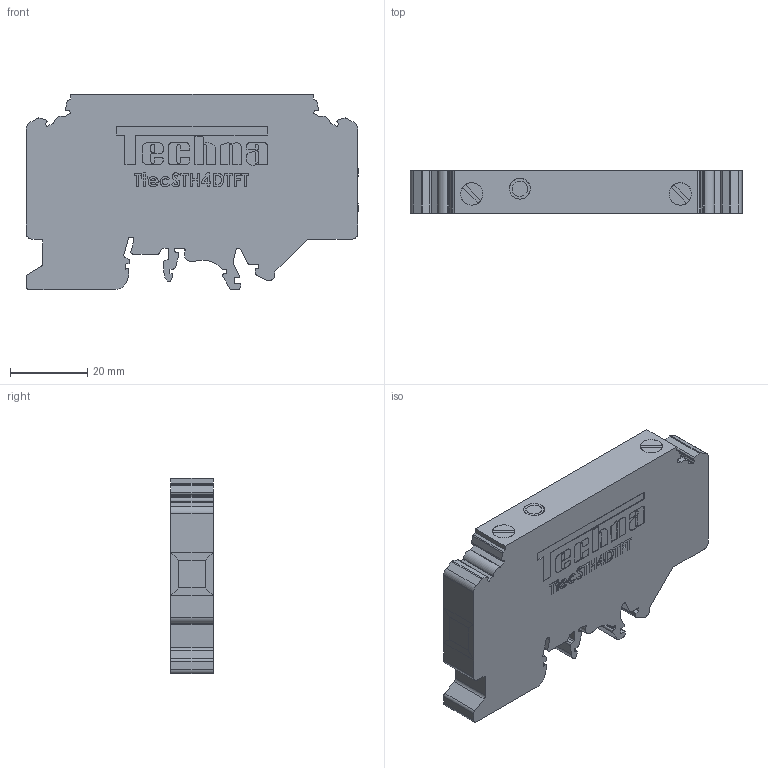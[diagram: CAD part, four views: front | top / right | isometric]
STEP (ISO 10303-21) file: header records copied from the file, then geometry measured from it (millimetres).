
FILE_DESCRIPTION (( 'STEP AP214' ), '1' );
FILE_NAME ('TtecSTH4DTFT.STEP', '2020-10-15T07:44:54', ( '' ), ( '' ), 'SwSTEP 2.0', 'SolidWorks 2020', '' );
FILE_SCHEMA (( 'AUTOMOTIVE_DESIGN' ));
Length unit declared in the file: millimetre
Products named in the file (1): TtecSTH4DTFT
Bounding box: 86.12 x 11 x 50.6 mm (x, y, z)
Volume: 40218 mm3; surface area: 11192.1 mm2
Topology: 1 solids, 1 shells, 767 faces, 2124 edges, 1408 vertices
Faces by surface type: plane 480, cylinder 215, bspline 72
Entity records: 34215 total; most frequent: CARTESIAN_POINT 8468, ORIENTED_EDGE 4248, DIRECTION 3814, EDGE_CURVE 2124, VECTOR 1538, LINE 1538, VERTEX_POINT 1408, AXIS2_PLACEMENT_3D 1138
